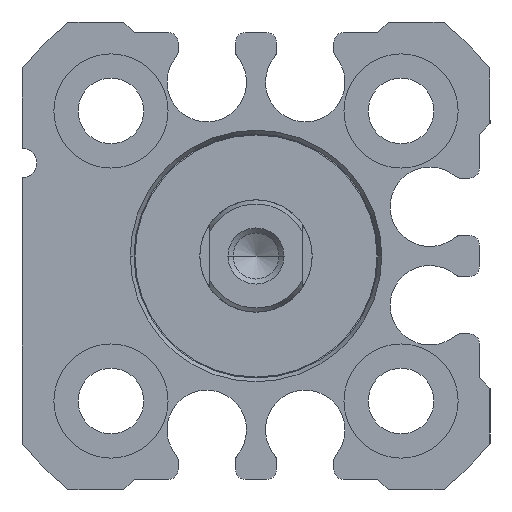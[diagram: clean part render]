
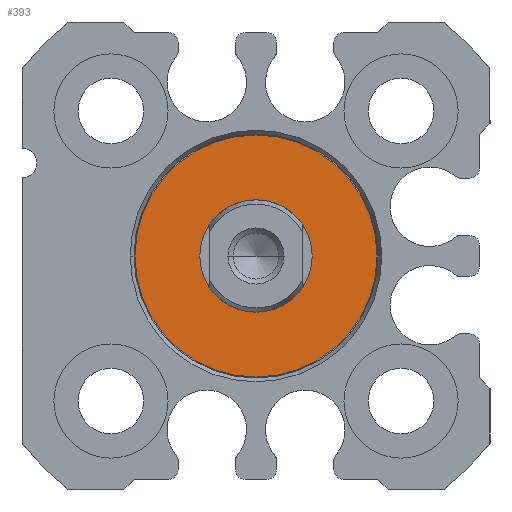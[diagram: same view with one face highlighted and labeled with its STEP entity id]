
A CAD part, left-side view. The second image highlights one B-rep face of the part: STEP entity #393.
In plain terms, the highlighted planar face has unit normal (-1, 0, 0).
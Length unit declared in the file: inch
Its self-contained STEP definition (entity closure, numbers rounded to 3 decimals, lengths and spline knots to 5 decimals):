
#393 = ADVANCED_FACE( '', ( #792, #793 ), #794, .T. );
#792 = FACE_BOUND( '', #1213, .T. );
#793 = FACE_OUTER_BOUND( '', #1214, .T. );
#794 = PLANE( '', #1215 );
#1213 = EDGE_LOOP( '', ( #2672, #2673 ) );
#1214 = EDGE_LOOP( '', ( #2674, #2675 ) );
#1215 = AXIS2_PLACEMENT_3D( '', #2676, #2677, #2678 );
#2672 = ORIENTED_EDGE( '', *, *, #3258, .T. );
#2673 = ORIENTED_EDGE( '', *, *, #3259, .T. );
#2674 = ORIENTED_EDGE( '', *, *, #3240, .T. );
#2675 = ORIENTED_EDGE( '', *, *, #3268, .T. );
#2676 = CARTESIAN_POINT( '', ( 0.07, 0., -0.12725 ) );
#2677 = DIRECTION( '', ( -1., 0., 0. ) );
#2678 = DIRECTION( '', ( 0., 0., -1. ) );
#3240 = EDGE_CURVE( '', #4004, #4008, #4010, .T. );
#3258 = EDGE_CURVE( '', #4038, #4042, #4044, .T. );
#3259 = EDGE_CURVE( '', #4042, #4038, #4045, .T. );
#3268 = EDGE_CURVE( '', #4008, #4004, #4054, .T. );
#4004 = VERTEX_POINT( '', #5091 );
#4008 = VERTEX_POINT( '', #5096 );
#4010 = CIRCLE( '', #5099, 0.2545 );
#4038 = VERTEX_POINT( '', #5135 );
#4042 = VERTEX_POINT( '', #5140 );
#4044 = CIRCLE( '', #5143, 0.11815 );
#4045 = CIRCLE( '', #5144, 0.11815 );
#4054 = CIRCLE( '', #5153, 0.2545 );
#5091 = CARTESIAN_POINT( '', ( 0.07, 0., -0.2545 ) );
#5096 = CARTESIAN_POINT( '', ( 0.07, 0., 0.2545 ) );
#5099 = AXIS2_PLACEMENT_3D( '', #6107, #6108, #6109 );
#5135 = CARTESIAN_POINT( '', ( 0.07, -0.11815, 0. ) );
#5140 = CARTESIAN_POINT( '', ( 0.07, 0.11815, 0. ) );
#5143 = AXIS2_PLACEMENT_3D( '', #6141, #6142, #6143 );
#5144 = AXIS2_PLACEMENT_3D( '', #6144, #6145, #6146 );
#5153 = AXIS2_PLACEMENT_3D( '', #6171, #6172, #6173 );
#6107 = CARTESIAN_POINT( '', ( 0.07, 0., 0. ) );
#6108 = DIRECTION( '', ( -1., 0., 0. ) );
#6109 = DIRECTION( '', ( 0., 0., -1. ) );
#6141 = CARTESIAN_POINT( '', ( 0.07, 0., 0. ) );
#6142 = DIRECTION( '', ( 1., 0., 0. ) );
#6143 = DIRECTION( '', ( 0., -1., 0. ) );
#6144 = CARTESIAN_POINT( '', ( 0.07, 0., 0. ) );
#6145 = DIRECTION( '', ( 1., 0., 0. ) );
#6146 = DIRECTION( '', ( 0., -1., 0. ) );
#6171 = CARTESIAN_POINT( '', ( 0.07, 0., 0. ) );
#6172 = DIRECTION( '', ( -1., 0., 0. ) );
#6173 = DIRECTION( '', ( 0., 0., -1. ) );
